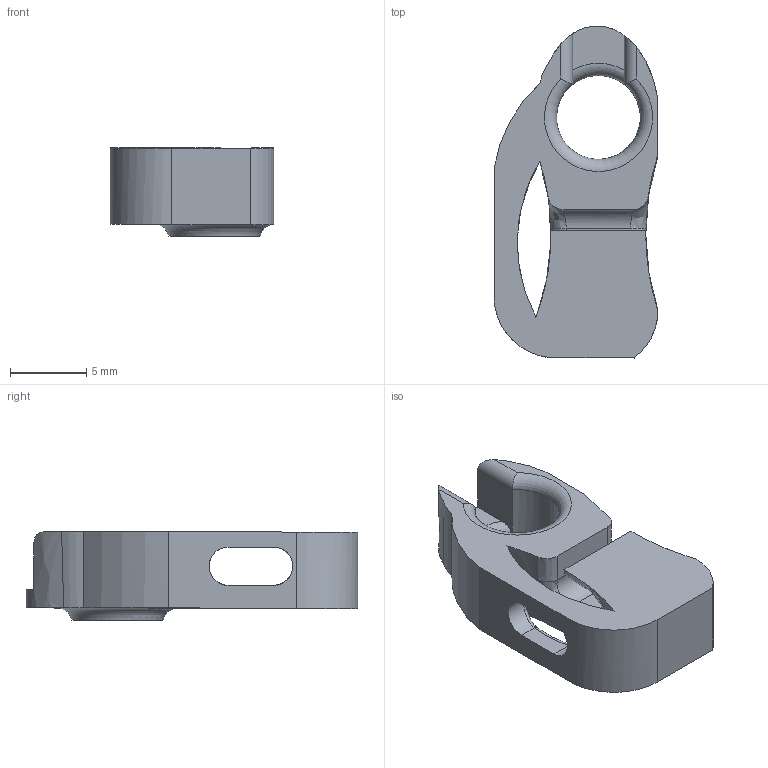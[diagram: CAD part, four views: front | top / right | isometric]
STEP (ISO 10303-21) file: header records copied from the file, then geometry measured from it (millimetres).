
FILE_DESCRIPTION(/* description */ (''),/* implementation_level */ '2;1');
FILE_NAME(/* name */ '',/* time_stamp */ '2024-06-24T22:09:53+08:00',/* author */ (''),/* organization */ (''),/* preprocessor_version */ 'ST-DEVELOPER v20',/* originating_system */ 'Autodesk Translation Framework v13.14.0.145',/* authorisation */ '');
FILE_SCHEMA (('AUTOMOTIVE_DESIGN { 1 0 10303 214 3 1 1 }'));
Length unit declared in the file: millimetre
Products named in the file (1): 身体后壳-绿荫修改版
Bounding box: 10.76 x 21.79 x 5.83 mm (x, y, z)
Volume: 638.3 mm3; surface area: 847.8 mm2
Topology: 1 solids, 1 shells, 50 faces, 136 edges, 86 vertices
Faces by surface type: bspline 17, plane 16, cylinder 14, torus 3
Full cylindrical faces by diameter (mm): 5.5 x1
Entity records: 2482 total; most frequent: CARTESIAN_POINT 1204, ORIENTED_EDGE 272, DIRECTION 219, EDGE_CURVE 136, AXIS2_PLACEMENT_3D 89, VERTEX_POINT 86, EDGE_LOOP 54, FACE_OUTER_BOUND 50
